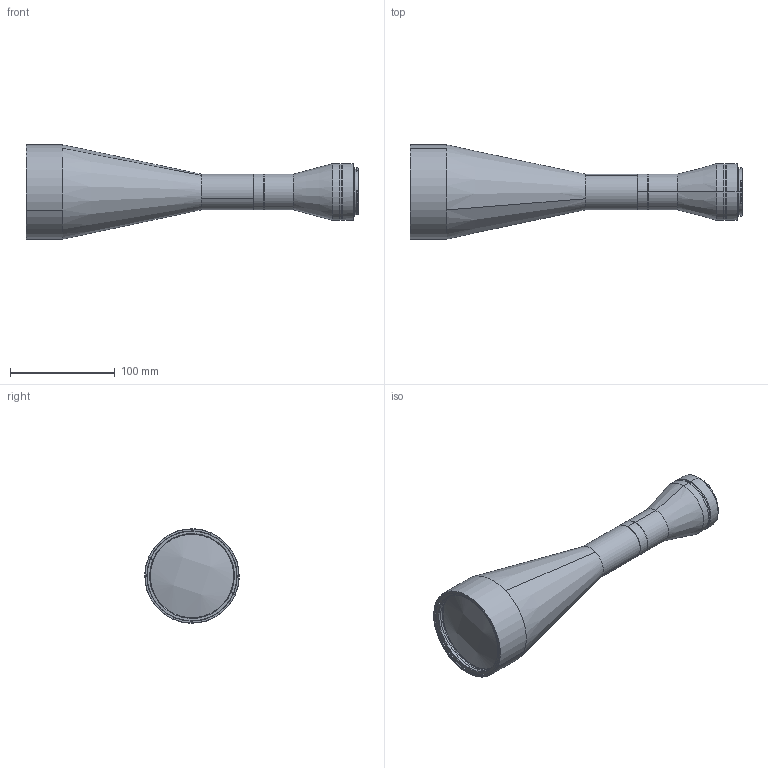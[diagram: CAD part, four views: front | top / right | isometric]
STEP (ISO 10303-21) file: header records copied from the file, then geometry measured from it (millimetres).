
FILE_DESCRIPTION (( 'STEP AP214' ), '1' );
FILE_NAME ('TTL28.5-70-150F.STEP', '2023-05-12T08:41:00', ( '' ), ( '' ), 'SwSTEP 2.0', 'SolidWorks 2022', '' );
FILE_SCHEMA (( 'AUTOMOTIVE_DESIGN' ));
Length unit declared in the file: millimetre
Products named in the file (1): TTL28.5-70-150F
Bounding box: 316.52 x 89.92 x 89.92 mm (x, y, z)
Volume: 321207 mm3; surface area: 145987.5 mm2
Topology: 19 solids, 19 shells, 374 faces, 815 edges, 509 vertices
Faces by surface type: cylinder 147, cone 105, plane 89, bspline 33
Entity records: 16045 total; most frequent: CARTESIAN_POINT 3254, DIRECTION 1940, ORIENTED_EDGE 1630, AXIS2_PLACEMENT_3D 815, EDGE_CURVE 815, VERTEX_POINT 509, CIRCLE 473, EDGE_LOOP 434
